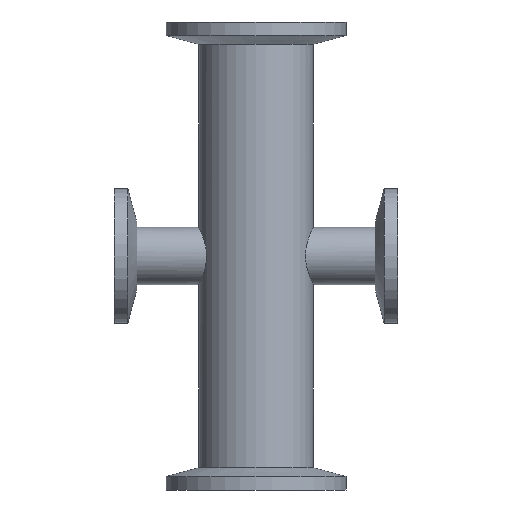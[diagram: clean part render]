
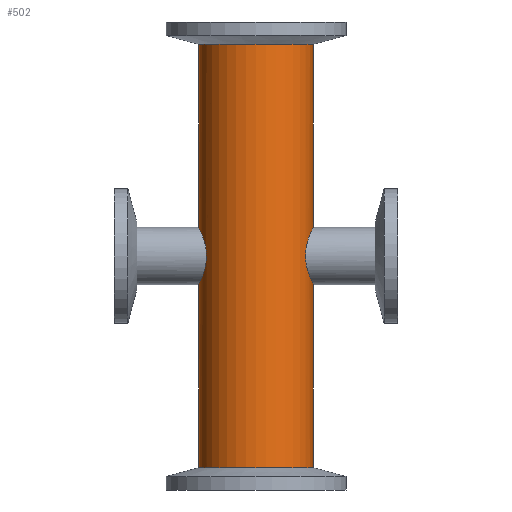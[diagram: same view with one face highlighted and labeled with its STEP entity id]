
A CAD part, front view. The second image highlights one B-rep face of the part: STEP entity #502.
In plain terms, the highlighted cylindrical face has radius 12.7 mm (diameter 25.4 mm), a full revolution.
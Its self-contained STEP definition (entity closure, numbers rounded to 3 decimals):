
#67=FACE_BOUND('',#144,.T.);
#80=CIRCLE('',#620,12.7);
#81=CIRCLE('',#621,12.7);
#117=FACE_OUTER_BOUND('',#143,.T.);
#143=EDGE_LOOP('',(#374,#375,#376,#377,#378,#379,#380,#381,#382));
#144=EDGE_LOOP('',(#383,#384));
#180=LINE('',#1026,#197);
#181=LINE('',#1028,#198);
#197=VECTOR('',#707,12.7);
#198=VECTOR('',#708,12.7);
#210=B_SPLINE_CURVE_WITH_KNOTS('',3,(#853,#854,#855,#856,#857,#858,#859,
#860,#861,#862),.UNSPECIFIED.,.F.,.F.,(4,2,2,2,4),(0.976,1.22,
1.464,1.708,1.953),.UNSPECIFIED.);
#211=B_SPLINE_CURVE_WITH_KNOTS('',3,(#864,#865,#866,#867,#868,#869,#870,
#871,#872,#873,#874,#875,#876,#877,#878,#879,#880,#881,#882),
 .UNSPECIFIED.,.F.,.F.,(4,2,2,2,3,2,2,2,4),(2.929,3.173,
3.417,3.661,3.905,4.15,4.394,
4.638,4.882),.UNSPECIFIED.);
#212=B_SPLINE_CURVE_WITH_KNOTS('',3,(#883,#884,#885,#886,#887,#888,#889,
#890,#891,#892),.UNSPECIFIED.,.F.,.F.,(4,2,2,2,4),(1.953,2.197,
2.442,2.685,2.929),.UNSPECIFIED.);
#219=B_SPLINE_CURVE_WITH_KNOTS('',3,(#980,#981,#982,#983,#984,#985,#986,
#987,#988,#989,#990,#991,#992,#993,#994,#995,#996,#997),.UNSPECIFIED.,.F.,
 .F.,(4,2,2,2,2,2,2,2,4),(0.,0.244,0.489,0.733,
0.976,1.22,1.464,1.708,1.953),
 .UNSPECIFIED.);
#220=B_SPLINE_CURVE_WITH_KNOTS('',3,(#998,#999,#1000,#1001,#1002,#1003,
#1004,#1005,#1006,#1007,#1008,#1009,#1010,#1011,#1012,#1013,#1014,#1015),
 .UNSPECIFIED.,.F.,.F.,(4,2,2,2,2,2,2,2,4),(1.953,2.197,
2.442,2.685,2.929,3.173,3.417,
3.661,3.905),.UNSPECIFIED.);
#226=VERTEX_POINT('',#851);
#227=VERTEX_POINT('',#852);
#228=VERTEX_POINT('',#863);
#235=VERTEX_POINT('',#977);
#236=VERTEX_POINT('',#979);
#239=VERTEX_POINT('',#1024);
#240=VERTEX_POINT('',#1027);
#278=EDGE_CURVE('',#226,#227,#210,.T.);
#279=EDGE_CURVE('',#228,#226,#211,.T.);
#280=EDGE_CURVE('',#227,#228,#212,.T.);
#289=EDGE_CURVE('',#236,#235,#219,.T.);
#290=EDGE_CURVE('',#235,#236,#220,.T.);
#295=EDGE_CURVE('',#239,#239,#80,.T.);
#296=EDGE_CURVE('',#239,#226,#180,.T.);
#297=EDGE_CURVE('',#228,#240,#181,.T.);
#298=EDGE_CURVE('',#240,#240,#81,.T.);
#374=ORIENTED_EDGE('',*,*,#295,.F.);
#375=ORIENTED_EDGE('',*,*,#296,.T.);
#376=ORIENTED_EDGE('',*,*,#278,.T.);
#377=ORIENTED_EDGE('',*,*,#280,.T.);
#378=ORIENTED_EDGE('',*,*,#297,.T.);
#379=ORIENTED_EDGE('',*,*,#298,.F.);
#380=ORIENTED_EDGE('',*,*,#297,.F.);
#381=ORIENTED_EDGE('',*,*,#279,.T.);
#382=ORIENTED_EDGE('',*,*,#296,.F.);
#383=ORIENTED_EDGE('',*,*,#289,.T.);
#384=ORIENTED_EDGE('',*,*,#290,.T.);
#488=CYLINDRICAL_SURFACE('',#619,12.7);
#502=ADVANCED_FACE('',(#117,#67),#488,.T.);
#619=AXIS2_PLACEMENT_3D('',#1023,#703,#704);
#620=AXIS2_PLACEMENT_3D('',#1025,#705,#706);
#621=AXIS2_PLACEMENT_3D('',#1029,#709,#710);
#703=DIRECTION('center_axis',(0.,0.,1.));
#704=DIRECTION('ref_axis',(-1.,0.,0.));
#705=DIRECTION('center_axis',(0.,0.,1.));
#706=DIRECTION('ref_axis',(-1.,0.,0.));
#707=DIRECTION('',(0.,0.,-1.));
#708=DIRECTION('',(0.,0.,-1.));
#709=DIRECTION('center_axis',(0.,0.,-1.));
#710=DIRECTION('ref_axis',(-1.,0.,0.));
#851=CARTESIAN_POINT('',(12.7,0.,54.65));
#852=CARTESIAN_POINT('',(10.999,6.35,48.3));
#853=CARTESIAN_POINT('Ctrl Pts',(12.7,0.,54.65));
#854=CARTESIAN_POINT('Ctrl Pts',(12.7,0.813,54.65));
#855=CARTESIAN_POINT('Ctrl Pts',(12.615,1.67,54.485));
#856=CARTESIAN_POINT('Ctrl Pts',(12.308,3.231,53.832));
#857=CARTESIAN_POINT('Ctrl Pts',(12.09,3.935,53.345));
#858=CARTESIAN_POINT('Ctrl Pts',(11.669,5.047,52.234));
#859=CARTESIAN_POINT('Ctrl Pts',(11.438,5.532,51.529));
#860=CARTESIAN_POINT('Ctrl Pts',(11.099,6.184,49.971));
#861=CARTESIAN_POINT('Ctrl Pts',(10.999,6.35,49.115));
#862=CARTESIAN_POINT('Ctrl Pts',(10.999,6.35,48.3));
#863=CARTESIAN_POINT('',(12.7,0.,41.95));
#864=CARTESIAN_POINT('Ctrl Pts',(12.7,0.,41.95));
#865=CARTESIAN_POINT('Ctrl Pts',(12.7,-0.813,41.95));
#866=CARTESIAN_POINT('Ctrl Pts',(12.615,-1.67,42.115));
#867=CARTESIAN_POINT('Ctrl Pts',(12.308,-3.231,42.768));
#868=CARTESIAN_POINT('Ctrl Pts',(12.09,-3.935,43.255));
#869=CARTESIAN_POINT('Ctrl Pts',(11.669,-5.047,44.366));
#870=CARTESIAN_POINT('Ctrl Pts',(11.438,-5.532,45.071));
#871=CARTESIAN_POINT('Ctrl Pts',(11.099,-6.184,46.629));
#872=CARTESIAN_POINT('Ctrl Pts',(10.999,-6.35,47.485));
#873=CARTESIAN_POINT('Ctrl Pts',(10.999,-6.35,48.3));
#874=CARTESIAN_POINT('Ctrl Pts',(10.999,-6.35,49.115));
#875=CARTESIAN_POINT('Ctrl Pts',(11.099,-6.184,49.971));
#876=CARTESIAN_POINT('Ctrl Pts',(11.438,-5.532,51.529));
#877=CARTESIAN_POINT('Ctrl Pts',(11.669,-5.047,52.234));
#878=CARTESIAN_POINT('Ctrl Pts',(12.09,-3.935,53.345));
#879=CARTESIAN_POINT('Ctrl Pts',(12.308,-3.231,53.832));
#880=CARTESIAN_POINT('Ctrl Pts',(12.615,-1.67,54.485));
#881=CARTESIAN_POINT('Ctrl Pts',(12.7,-0.813,54.65));
#882=CARTESIAN_POINT('Ctrl Pts',(12.7,0.,54.65));
#883=CARTESIAN_POINT('Ctrl Pts',(10.999,6.35,48.3));
#884=CARTESIAN_POINT('Ctrl Pts',(10.999,6.35,47.485));
#885=CARTESIAN_POINT('Ctrl Pts',(11.099,6.184,46.629));
#886=CARTESIAN_POINT('Ctrl Pts',(11.438,5.532,45.071));
#887=CARTESIAN_POINT('Ctrl Pts',(11.669,5.047,44.366));
#888=CARTESIAN_POINT('Ctrl Pts',(12.09,3.935,43.255));
#889=CARTESIAN_POINT('Ctrl Pts',(12.308,3.231,42.768));
#890=CARTESIAN_POINT('Ctrl Pts',(12.615,1.67,42.115));
#891=CARTESIAN_POINT('Ctrl Pts',(12.7,0.813,41.95));
#892=CARTESIAN_POINT('Ctrl Pts',(12.7,0.,41.95));
#977=CARTESIAN_POINT('',(-10.999,6.35,48.3));
#979=CARTESIAN_POINT('',(-10.999,-6.35,48.3));
#980=CARTESIAN_POINT('Ctrl Pts',(-10.999,-6.35,48.3));
#981=CARTESIAN_POINT('Ctrl Pts',(-10.999,-6.35,47.485));
#982=CARTESIAN_POINT('Ctrl Pts',(-11.099,-6.184,46.629));
#983=CARTESIAN_POINT('Ctrl Pts',(-11.438,-5.532,45.071));
#984=CARTESIAN_POINT('Ctrl Pts',(-11.669,-5.047,44.366));
#985=CARTESIAN_POINT('Ctrl Pts',(-12.09,-3.935,43.255));
#986=CARTESIAN_POINT('Ctrl Pts',(-12.308,-3.231,42.768));
#987=CARTESIAN_POINT('Ctrl Pts',(-12.615,-1.67,42.115));
#988=CARTESIAN_POINT('Ctrl Pts',(-12.7,-0.813,41.95));
#989=CARTESIAN_POINT('Ctrl Pts',(-12.7,0.813,41.95));
#990=CARTESIAN_POINT('Ctrl Pts',(-12.615,1.67,42.115));
#991=CARTESIAN_POINT('Ctrl Pts',(-12.308,3.231,42.768));
#992=CARTESIAN_POINT('Ctrl Pts',(-12.09,3.935,43.255));
#993=CARTESIAN_POINT('Ctrl Pts',(-11.669,5.047,44.366));
#994=CARTESIAN_POINT('Ctrl Pts',(-11.438,5.532,45.071));
#995=CARTESIAN_POINT('Ctrl Pts',(-11.099,6.184,46.629));
#996=CARTESIAN_POINT('Ctrl Pts',(-10.999,6.35,47.485));
#997=CARTESIAN_POINT('Ctrl Pts',(-10.999,6.35,48.3));
#998=CARTESIAN_POINT('Ctrl Pts',(-10.999,6.35,48.3));
#999=CARTESIAN_POINT('Ctrl Pts',(-10.999,6.35,49.115));
#1000=CARTESIAN_POINT('Ctrl Pts',(-11.099,6.184,49.971));
#1001=CARTESIAN_POINT('Ctrl Pts',(-11.438,5.532,51.529));
#1002=CARTESIAN_POINT('Ctrl Pts',(-11.669,5.047,52.234));
#1003=CARTESIAN_POINT('Ctrl Pts',(-12.09,3.935,53.345));
#1004=CARTESIAN_POINT('Ctrl Pts',(-12.308,3.231,53.832));
#1005=CARTESIAN_POINT('Ctrl Pts',(-12.615,1.67,54.485));
#1006=CARTESIAN_POINT('Ctrl Pts',(-12.7,0.813,54.65));
#1007=CARTESIAN_POINT('Ctrl Pts',(-12.7,-0.813,54.65));
#1008=CARTESIAN_POINT('Ctrl Pts',(-12.615,-1.67,54.485));
#1009=CARTESIAN_POINT('Ctrl Pts',(-12.308,-3.231,53.832));
#1010=CARTESIAN_POINT('Ctrl Pts',(-12.09,-3.935,53.345));
#1011=CARTESIAN_POINT('Ctrl Pts',(-11.669,-5.047,52.234));
#1012=CARTESIAN_POINT('Ctrl Pts',(-11.438,-5.532,51.529));
#1013=CARTESIAN_POINT('Ctrl Pts',(-11.099,-6.184,49.971));
#1014=CARTESIAN_POINT('Ctrl Pts',(-10.999,-6.35,49.115));
#1015=CARTESIAN_POINT('Ctrl Pts',(-10.999,-6.35,48.3));
#1023=CARTESIAN_POINT('Origin',(0.,0.,0.));
#1024=CARTESIAN_POINT('',(12.7,0.,96.6));
#1025=CARTESIAN_POINT('Origin',(0.,0.,96.6));
#1026=CARTESIAN_POINT('',(12.7,0.,0.));
#1027=CARTESIAN_POINT('',(12.7,0.,0.));
#1028=CARTESIAN_POINT('',(12.7,0.,0.));
#1029=CARTESIAN_POINT('Origin',(0.,0.,0.));
